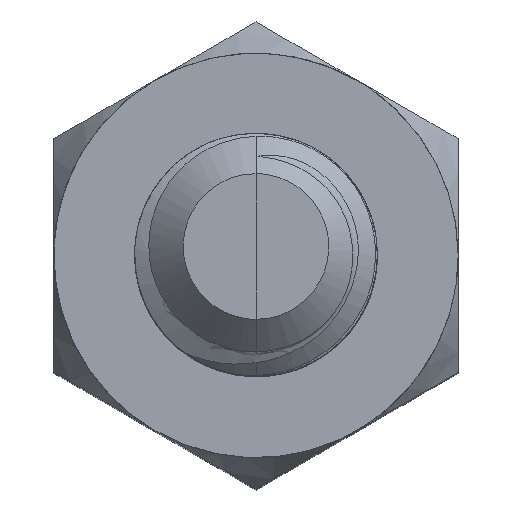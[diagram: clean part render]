
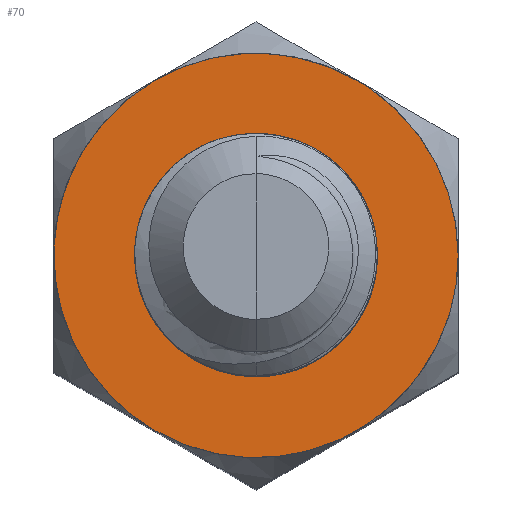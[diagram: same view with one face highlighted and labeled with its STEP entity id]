
A CAD part, top view. The second image highlights one B-rep face of the part: STEP entity #70.
In plain terms, the highlighted planar face has unit normal (0, 0, 1).
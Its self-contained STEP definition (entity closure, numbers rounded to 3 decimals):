
#12=PLANE('',#647);
#70=ADVANCED_FACE('',(#109),#12,.T.);
#109=FACE_OUTER_BOUND('',#148,.T.);
#148=EDGE_LOOP('',(#251));
#251=ORIENTED_EDGE('',*,*,#391,.T.);
#391=EDGE_CURVE('',#566,#566,#446,.T.);
#446=(
BOUNDED_CURVE()
B_SPLINE_CURVE(2,(#22625,#22626,#22627,#22628,#22629,#22630,#22631,#22632,
#22633,#22634,#22635,#22636,#22637,#22638,#22639,#22640,#22641),
 .UNSPECIFIED.,.T.,.F.)
B_SPLINE_CURVE_WITH_KNOTS((3,2,2,2,2,2,2,2,3),(26.149,27.489,
28.828,31.416,34.003,35.343,36.682,
39.27,41.857),.UNSPECIFIED.)
CURVE()
GEOMETRIC_REPRESENTATION_ITEM()
RATIONAL_B_SPLINE_CURVE((1.,0.966,1.,0.9,0.868,
0.807,1.,0.807,0.868,0.9,
1.,0.9,0.868,0.807,1.,0.866,
1.))
REPRESENTATION_ITEM('')
);
#566=VERTEX_POINT('',#22624);
#647=AXIS2_PLACEMENT_3D('',#22623,#659,$);
#659=DIRECTION('',(0.,0.,1.));
#22623=CARTESIAN_POINT('',(17.45,-2.55,0.));
#22624=CARTESIAN_POINT('',(18.75,-2.165,0.));
#22625=CARTESIAN_POINT('',(18.75,-2.165,0.));
#22626=CARTESIAN_POINT('',(19.33,-2.5,0.));
#22627=CARTESIAN_POINT('',(20.,-2.5,0.));
#22628=CARTESIAN_POINT('',(20.67,-2.5,0.));
#22629=CARTESIAN_POINT('',(21.25,-2.165,0.));
#22630=CARTESIAN_POINT('',(22.5,-1.443,0.));
#22631=CARTESIAN_POINT('',(22.5,0.,0.));
#22632=CARTESIAN_POINT('',(22.5,1.443,0.));
#22633=CARTESIAN_POINT('',(21.25,2.165,0.));
#22634=CARTESIAN_POINT('',(20.67,2.5,0.));
#22635=CARTESIAN_POINT('',(20.,2.5,0.));
#22636=CARTESIAN_POINT('',(19.33,2.5,0.));
#22637=CARTESIAN_POINT('',(18.75,2.165,0.));
#22638=CARTESIAN_POINT('',(17.5,1.443,0.));
#22639=CARTESIAN_POINT('',(17.5,0.,0.));
#22640=CARTESIAN_POINT('',(17.5,-1.443,0.));
#22641=CARTESIAN_POINT('',(18.75,-2.165,0.));
